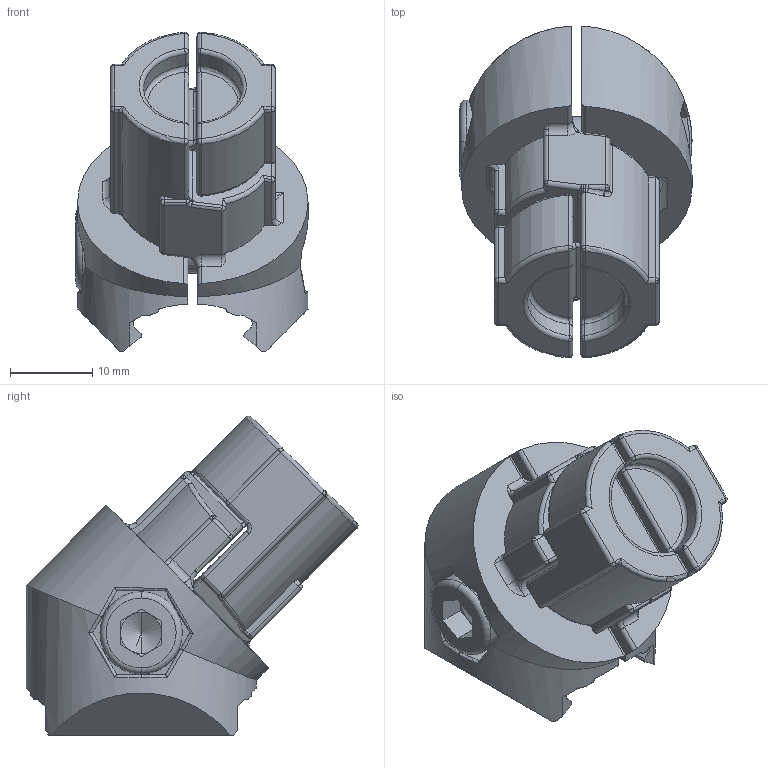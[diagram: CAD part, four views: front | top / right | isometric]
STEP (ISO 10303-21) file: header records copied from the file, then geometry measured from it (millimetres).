
FILE_DESCRIPTION (( 'STEP AP203' ), '1' );
FILE_NAME ('TFS.D28.2.02.03.STEP', '2015-12-15T04:30:44', ( '微软用户' ), ( '微软中国' ), 'SwSTEP 2.0', 'SolidWorks 2012', '' );
FILE_SCHEMA (( 'CONFIG_CONTROL_DESIGN' ));
Length unit declared in the file: millimetre
Products named in the file (1): TFS.D28.2.02.03
Bounding box: 28.2 x 40.33 x 38.86 mm (x, y, z)
Surface area: 7171.7 mm2 (no closed solid volume)
Topology: 0 solids, 5 shells, 344 faces, 1038 edges, 679 vertices
Faces by surface type: cylinder 131, plane 75, bspline 51, sphere 46, torus 35, cone 6
Entity records: 12786 total; most frequent: CARTESIAN_POINT 4039, ORIENTED_EDGE 1818, DIRECTION 1749, EDGE_CURVE 1017, VERTEX_POINT 674, AXIS2_PLACEMENT_3D 668, VECTOR 413, LINE 413
